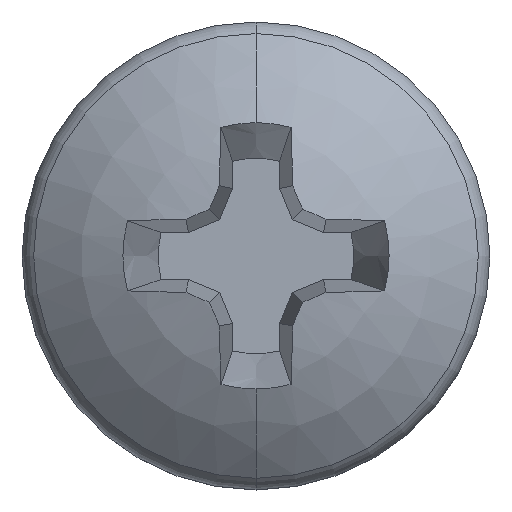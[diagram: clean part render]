
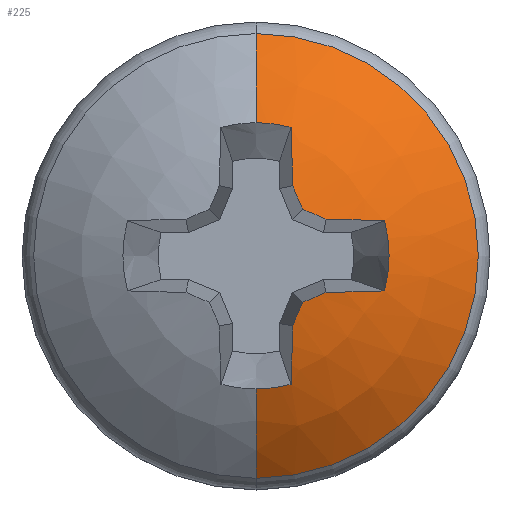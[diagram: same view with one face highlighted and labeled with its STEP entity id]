
A CAD part, top view. The second image highlights one B-rep face of the part: STEP entity #225.
In plain terms, the highlighted spherical face has radius 3.625 mm.
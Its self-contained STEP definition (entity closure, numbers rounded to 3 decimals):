
#89=SPHERICAL_SURFACE('',#899,3.625);
#180=FACE_OUTER_BOUND('',#294,.T.);
#225=ADVANCED_FACE('',(#180),#89,.T.);
#294=EDGE_LOOP('',(#363,#364,#365,#366,#367,#368,#369,#370,#371,#372,#373,
#374,#375,#376));
#363=ORIENTED_EDGE('',*,*,#701,.T.);
#364=ORIENTED_EDGE('',*,*,#702,.T.);
#365=ORIENTED_EDGE('',*,*,#703,.T.);
#366=ORIENTED_EDGE('',*,*,#704,.T.);
#367=ORIENTED_EDGE('',*,*,#705,.T.);
#368=ORIENTED_EDGE('',*,*,#706,.F.);
#369=ORIENTED_EDGE('',*,*,#707,.T.);
#370=ORIENTED_EDGE('',*,*,#708,.T.);
#371=ORIENTED_EDGE('',*,*,#709,.T.);
#372=ORIENTED_EDGE('',*,*,#710,.T.);
#373=ORIENTED_EDGE('',*,*,#711,.T.);
#374=ORIENTED_EDGE('',*,*,#712,.F.);
#375=ORIENTED_EDGE('',*,*,#700,.F.);
#376=ORIENTED_EDGE('',*,*,#713,.F.);
#604=VERTEX_POINT('',#1199);
#605=VERTEX_POINT('',#1200);
#607=VERTEX_POINT('',#1210);
#608=VERTEX_POINT('',#1211);
#609=VERTEX_POINT('',#1213);
#610=VERTEX_POINT('',#1215);
#611=VERTEX_POINT('',#1217);
#612=VERTEX_POINT('',#1219);
#613=VERTEX_POINT('',#1221);
#614=VERTEX_POINT('',#1223);
#615=VERTEX_POINT('',#1225);
#616=VERTEX_POINT('',#1227);
#617=VERTEX_POINT('',#1229);
#618=VERTEX_POINT('',#1231);
#700=EDGE_CURVE('',#604,#605,#828,.T.);
#701=EDGE_CURVE('',#607,#608,#829,.T.);
#702=EDGE_CURVE('',#608,#609,#830,.T.);
#703=EDGE_CURVE('',#609,#610,#831,.T.);
#704=EDGE_CURVE('',#610,#611,#832,.T.);
#705=EDGE_CURVE('',#611,#612,#833,.T.);
#706=EDGE_CURVE('',#613,#612,#834,.T.);
#707=EDGE_CURVE('',#613,#614,#835,.T.);
#708=EDGE_CURVE('',#614,#615,#836,.T.);
#709=EDGE_CURVE('',#615,#616,#837,.T.);
#710=EDGE_CURVE('',#616,#617,#838,.T.);
#711=EDGE_CURVE('',#617,#618,#839,.T.);
#712=EDGE_CURVE('',#605,#618,#840,.T.);
#713=EDGE_CURVE('',#607,#604,#841,.T.);
#828=CIRCLE('',#884,2.376);
#829=CIRCLE('',#886,1.422);
#830=CIRCLE('',#887,3.624);
#831=CIRCLE('',#888,3.609);
#832=CIRCLE('',#889,3.609);
#833=CIRCLE('',#890,3.624);
#834=CIRCLE('',#891,1.422);
#835=CIRCLE('',#892,3.624);
#836=CIRCLE('',#893,3.609);
#837=CIRCLE('',#894,3.609);
#838=CIRCLE('',#895,3.624);
#839=CIRCLE('',#896,1.422);
#840=CIRCLE('',#897,3.625);
#841=CIRCLE('',#898,3.625);
#884=AXIS2_PLACEMENT_3D('',#1207,#999,#1000);
#886=AXIS2_PLACEMENT_3D('',#1209,#1003,#1004);
#887=AXIS2_PLACEMENT_3D('',#1212,#1005,#1006);
#888=AXIS2_PLACEMENT_3D('',#1214,#1007,#1008);
#889=AXIS2_PLACEMENT_3D('',#1216,#1009,#1010);
#890=AXIS2_PLACEMENT_3D('',#1218,#1011,#1012);
#891=AXIS2_PLACEMENT_3D('',#1220,#1013,#1014);
#892=AXIS2_PLACEMENT_3D('',#1222,#1015,#1016);
#893=AXIS2_PLACEMENT_3D('',#1224,#1017,#1018);
#894=AXIS2_PLACEMENT_3D('',#1226,#1019,#1020);
#895=AXIS2_PLACEMENT_3D('',#1228,#1021,#1022);
#896=AXIS2_PLACEMENT_3D('',#1230,#1023,#1024);
#897=AXIS2_PLACEMENT_3D('',#1232,#1025,#1026);
#898=AXIS2_PLACEMENT_3D('',#1233,#1027,#1028);
#899=AXIS2_PLACEMENT_3D('',#1234,#1029,#1030);
#999=DIRECTION('',(0.,0.,-1.));
#1000=DIRECTION('',(0.,1.,0.));
#1003=DIRECTION('',(0.,0.,-1.));
#1004=DIRECTION('',(0.,1.,0.));
#1005=DIRECTION('',(0.996,0.,-0.087));
#1006=DIRECTION('',(0.081,0.379,0.922));
#1007=DIRECTION('',(0.92,0.381,-0.087));
#1008=DIRECTION('',(0.022,0.172,0.985));
#1009=DIRECTION('',(0.381,0.92,-0.087));
#1010=DIRECTION('',(0.102,0.052,0.993));
#1011=DIRECTION('',(0.,0.996,-0.087));
#1012=DIRECTION('',(0.206,0.085,0.975));
#1013=DIRECTION('',(0.,0.,1.));
#1014=DIRECTION('',(0.965,-0.263,0.));
#1015=DIRECTION('',(0.,-0.996,-0.087));
#1016=DIRECTION('',(0.379,-0.081,0.922));
#1017=DIRECTION('',(0.381,-0.92,-0.087));
#1018=DIRECTION('',(0.172,-0.022,0.985));
#1019=DIRECTION('',(0.92,-0.381,-0.087));
#1020=DIRECTION('',(0.052,-0.102,0.993));
#1021=DIRECTION('',(0.996,0.,-0.087));
#1022=DIRECTION('',(0.085,-0.206,0.975));
#1023=DIRECTION('',(0.,0.,-1.));
#1024=DIRECTION('',(0.263,-0.965,0.));
#1025=DIRECTION('',(-1.,0.,0.));
#1026=DIRECTION('',(0.,-0.655,0.755));
#1027=DIRECTION('',(-1.,0.,0.));
#1028=DIRECTION('',(0.,0.392,0.92));
#1029=DIRECTION('',(0.,0.,-1.));
#1030=DIRECTION('',(0.,1.,0.));
#1199=CARTESIAN_POINT('',(0.,2.376,5.113));
#1200=CARTESIAN_POINT('',(0.,-2.376,5.113));
#1207=CARTESIAN_POINT('',(0.,0.,5.113));
#1209=CARTESIAN_POINT('',(0.,0.,5.709));
#1210=CARTESIAN_POINT('',(0.,1.422,5.709));
#1211=CARTESIAN_POINT('',(0.375,1.372,5.709));
#1212=CARTESIAN_POINT('',(0.082,0.,2.368));
#1213=CARTESIAN_POINT('',(0.391,0.748,5.9));
#1214=CARTESIAN_POINT('',(0.311,0.129,2.346));
#1215=CARTESIAN_POINT('',(0.498,0.498,5.931));
#1216=CARTESIAN_POINT('',(0.129,0.311,2.346));
#1217=CARTESIAN_POINT('',(0.748,0.391,5.9));
#1218=CARTESIAN_POINT('',(0.,0.082,2.368));
#1219=CARTESIAN_POINT('',(1.372,0.375,5.709));
#1220=CARTESIAN_POINT('',(0.,0.,5.709));
#1221=CARTESIAN_POINT('',(1.372,-0.375,5.709));
#1222=CARTESIAN_POINT('',(0.,-0.082,2.368));
#1223=CARTESIAN_POINT('',(0.748,-0.391,5.9));
#1224=CARTESIAN_POINT('',(0.129,-0.311,2.346));
#1225=CARTESIAN_POINT('',(0.498,-0.498,5.931));
#1226=CARTESIAN_POINT('',(0.311,-0.129,2.346));
#1227=CARTESIAN_POINT('',(0.391,-0.748,5.9));
#1228=CARTESIAN_POINT('',(0.082,0.,2.368));
#1229=CARTESIAN_POINT('',(0.375,-1.372,5.709));
#1230=CARTESIAN_POINT('',(0.,0.,5.709));
#1231=CARTESIAN_POINT('',(0.,-1.422,5.709));
#1232=CARTESIAN_POINT('',(0.,0.,2.375));
#1233=CARTESIAN_POINT('',(0.,0.,2.375));
#1234=CARTESIAN_POINT('',(0.,0.,2.375));
